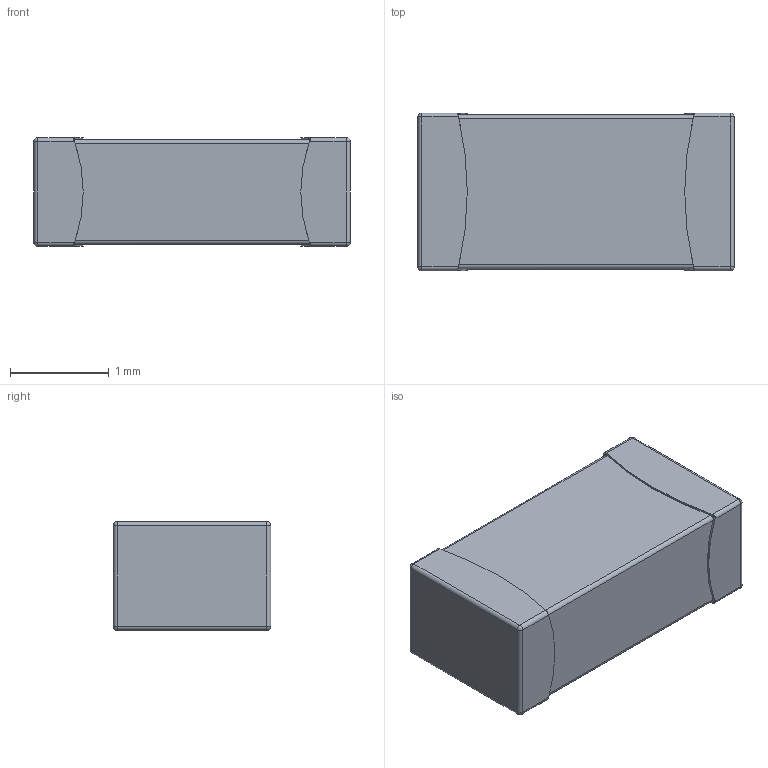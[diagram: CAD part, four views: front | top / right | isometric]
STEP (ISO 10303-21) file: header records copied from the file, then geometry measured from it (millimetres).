
FILE_DESCRIPTION(/* description */ ('Designed by EasyEDA Pro','CAx-IF Rec.Pracs.---Representation and Presentation of Product Manufacturing Information (PMI)---4.0---2014-10-13'),/* implementation_level */ '2;1');
FILE_NAME(/* name */ 'L1206.step',/* time_stamp */ '2025-01-24T17:49:47+08:00',/* author */ (''),/* organization */ (''),/* preprocessor_version */ 'ST-DEVELOPER v20',/* originating_system */ 'Autodesk Translation Framework v13.20.0.188',/* authorisation */ '');
FILE_SCHEMA (('AP242_MANAGED_MODEL_BASED_3D_ENGINEERING_MIM_LF { 1 0 10303 442 1 1 4 }'));
Length unit declared in the file: millimetre
Products named in the file (3): SUxn-PCBModel; SUxn-Board; SUxn-L1-L1206
Assembly tree (2 placements, depth 2):
  SUxn-PCBModel
    SUxn-Board
    SUxn-L1-L1206
Bounding box: 3.2 x 1.6 x 1.1 mm (x, y, z)
Volume: 5.4 mm3; surface area: 20.3 mm2
Topology: 1 solids, 1 shells, 344 faces, 932 edges, 608 vertices
Faces by surface type: plane 196, bspline 112, cylinder 28, sphere 8
Entity records: 12199 total; most frequent: CARTESIAN_POINT 3913, ORIENTED_EDGE 1848, DIRECTION 1398, EDGE_CURVE 924, VERTEX_POINT 608, LINE 604, VECTOR 604, AXIS2_PLACEMENT_3D 397
